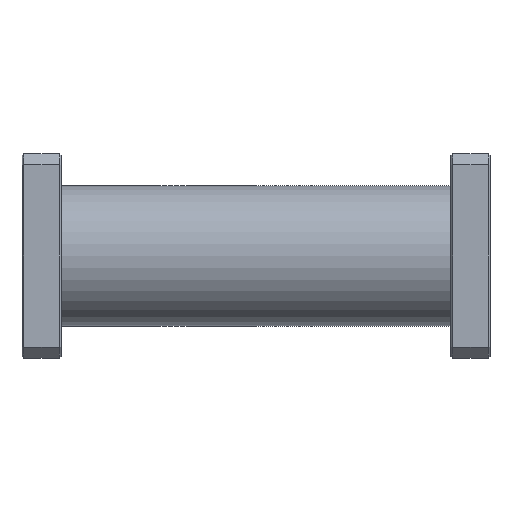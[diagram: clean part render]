
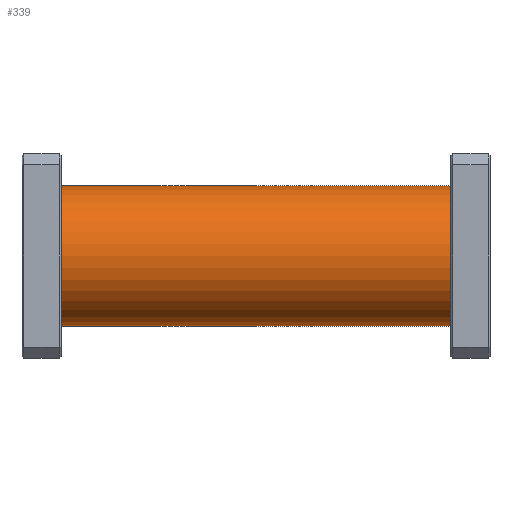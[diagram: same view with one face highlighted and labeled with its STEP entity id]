
A CAD part, front view. The second image highlights one B-rep face of the part: STEP entity #339.
In plain terms, the highlighted cylindrical face has radius 11.43 mm (diameter 22.86 mm), a partial arc.
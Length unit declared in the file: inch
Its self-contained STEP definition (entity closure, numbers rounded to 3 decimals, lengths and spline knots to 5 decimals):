
#31 = CYLINDRICAL_SURFACE ( 'NONE', #582, 0.45 ) ;
#151 = CARTESIAN_POINT ( 'NONE',  ( 0., 0., 0.45 ) ) ;
#169 = DIRECTION ( 'NONE',  ( 1., 0., 0. ) ) ;
#198 = VECTOR ( 'NONE', #1020, 39.37008 ) ;
#314 = LINE ( 'NONE', #151, #1894 ) ;
#315 = CARTESIAN_POINT ( 'NONE',  ( 0.25, 0., 0.45 ) ) ;
#339 = ADVANCED_FACE ( 'NONE', ( #1807 ), #31, .T. ) ;
#417 = LINE ( 'NONE', #1379, #198 ) ;
#443 = DIRECTION ( 'NONE',  ( 0., 0., -1. ) ) ;
#458 = DIRECTION ( 'NONE',  ( 0., 0., -1. ) ) ;
#474 = CARTESIAN_POINT ( 'NONE',  ( 2.75, 0., -0.45 ) ) ;
#544 = AXIS2_PLACEMENT_3D ( 'NONE', #1519, #1154, #458 ) ;
#555 = EDGE_CURVE ( 'NONE', #1315, #1107, #1641, .T. ) ;
#582 = AXIS2_PLACEMENT_3D ( 'NONE', #831, #1352, #443 ) ;
#639 = DIRECTION ( 'NONE',  ( 1., 0., 0. ) ) ;
#654 = EDGE_LOOP ( 'NONE', ( #1824, #1821, #1287, #773 ) ) ;
#704 = VERTEX_POINT ( 'NONE', #474 ) ;
#771 = EDGE_CURVE ( 'NONE', #1107, #704, #417, .T. ) ;
#773 = ORIENTED_EDGE ( 'NONE', *, *, #1320, .F. ) ;
#831 = CARTESIAN_POINT ( 'NONE',  ( 0., 0., 0. ) ) ;
#839 = DIRECTION ( 'NONE',  ( 0., 0., -1. ) ) ;
#912 = CARTESIAN_POINT ( 'NONE',  ( 2.75, 0., 0.45 ) ) ;
#951 = CARTESIAN_POINT ( 'NONE',  ( 0.25, 0., -0.45 ) ) ;
#1014 = CARTESIAN_POINT ( 'NONE',  ( 2.75, 0., 0. ) ) ;
#1020 = DIRECTION ( 'NONE',  ( 1., 0., 0. ) ) ;
#1107 = VERTEX_POINT ( 'NONE', #951 ) ;
#1154 = DIRECTION ( 'NONE',  ( 1., 0., 0. ) ) ;
#1169 = CIRCLE ( 'NONE', #2145, 0.45 ) ;
#1287 = ORIENTED_EDGE ( 'NONE', *, *, #771, .T. ) ;
#1315 = VERTEX_POINT ( 'NONE', #315 ) ;
#1320 = EDGE_CURVE ( 'NONE', #1730, #704, #1169, .T. ) ;
#1352 = DIRECTION ( 'NONE',  ( 1., 0., 0. ) ) ;
#1379 = CARTESIAN_POINT ( 'NONE',  ( 0., 0., -0.45 ) ) ;
#1519 = CARTESIAN_POINT ( 'NONE',  ( 0.25, 0., 0. ) ) ;
#1608 = EDGE_CURVE ( 'NONE', #1315, #1730, #314, .T. ) ;
#1641 = CIRCLE ( 'NONE', #544, 0.45 ) ;
#1730 = VERTEX_POINT ( 'NONE', #912 ) ;
#1807 = FACE_OUTER_BOUND ( 'NONE', #654, .T. ) ;
#1821 = ORIENTED_EDGE ( 'NONE', *, *, #555, .T. ) ;
#1824 = ORIENTED_EDGE ( 'NONE', *, *, #1608, .F. ) ;
#1894 = VECTOR ( 'NONE', #169, 39.37008 ) ;
#2145 = AXIS2_PLACEMENT_3D ( 'NONE', #1014, #639, #839 ) ;
